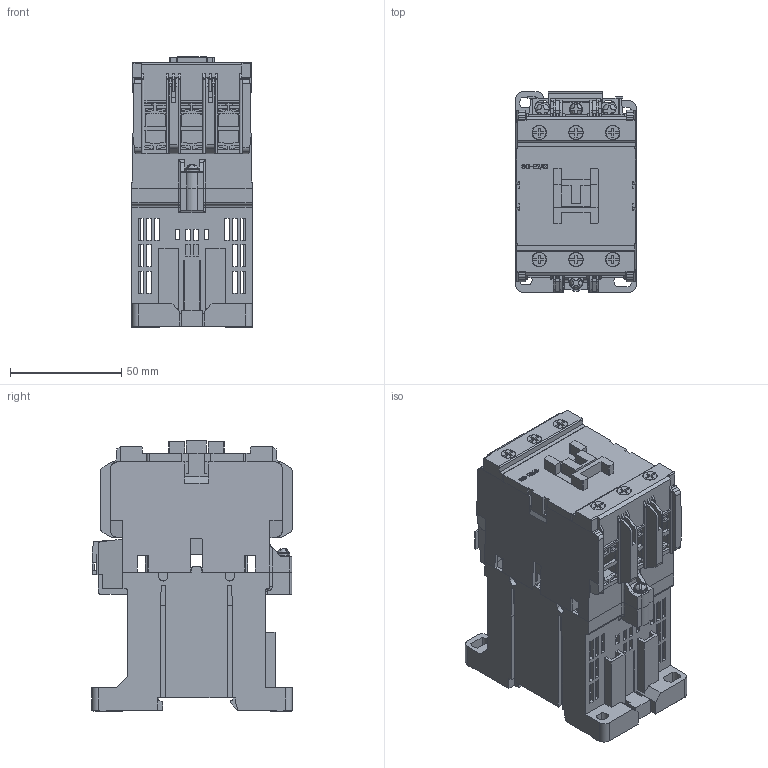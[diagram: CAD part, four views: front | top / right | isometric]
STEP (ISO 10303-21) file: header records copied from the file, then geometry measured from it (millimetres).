
FILE_DESCRIPTION (( 'STEP AP214' ), '1' );
FILE_NAME ('SC-E2G-24VDC.step', '2016-04-18T19:05:43', ( '' ), ( '' ), 'SwSTEP 2.0', 'SolidWorks 2015', '' );
FILE_SCHEMA (( 'AUTOMOTIVE_DESIGN' ));
Length unit declared in the file: inch
Products named in the file (3): SC-E2G-24VDC; SC-E2G-UPPER; SC-E2G-LOWER
Assembly tree (2 placements, depth 2):
  SC-E2G-24VDC
    SC-E2G-LOWER
    SC-E2G-UPPER
Bounding box: 54 x 90 x 121.5 mm (x, y, z)
Volume: 199997.3 mm3; surface area: 113239.4 mm2
Topology: 31 solids, 31 shells, 1915 faces, 5563 edges, 3668 vertices
Faces by surface type: plane 1468, cylinder 369, bspline 70, cone 8
Entity records: 91310 total; most frequent: CARTESIAN_POINT 15653, ORIENTED_EDGE 11122, DIRECTION 9598, EDGE_CURVE 5561, LINE 4556, VECTOR 4556, VERTEX_POINT 3668, AXIS2_PLACEMENT_3D 2521
